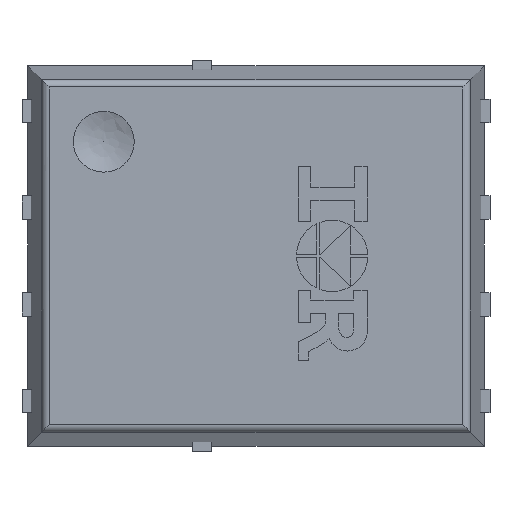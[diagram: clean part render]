
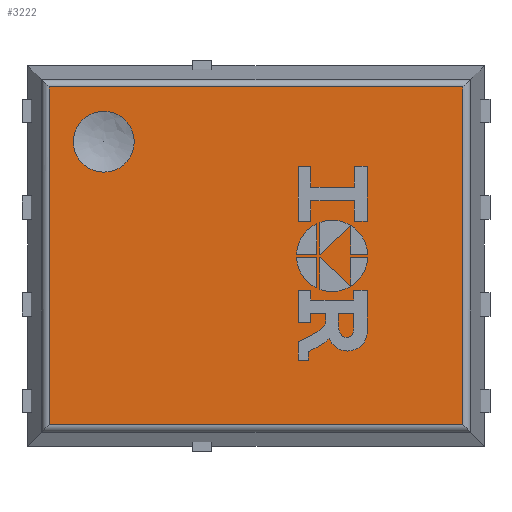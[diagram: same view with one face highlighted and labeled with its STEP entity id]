
A CAD part, top view. The second image highlights one B-rep face of the part: STEP entity #3222.
In plain terms, the highlighted planar face has unit normal (0, 0, 1).
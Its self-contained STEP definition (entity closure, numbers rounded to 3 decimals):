
#24=FACE_BOUND('',#489,.T.);
#150=PLANE('',#3426);
#307=FACE_OUTER_BOUND('',#488,.T.);
#488=EDGE_LOOP('',(#2709,#2710,#2711,#2712));
#489=EDGE_LOOP('',(#2713));
#828=LINE('',#4955,#1233);
#829=LINE('',#4957,#1234);
#830=LINE('',#4959,#1235);
#831=LINE('',#4960,#1236);
#1233=VECTOR('',#4024,1000.);
#1234=VECTOR('',#4025,1000.);
#1235=VECTOR('',#4026,1000.);
#1236=VECTOR('',#4027,1000.);
#1391=CIRCLE('',#3421,0.4);
#1596=VERTEX_POINT('',#4926);
#1605=VERTEX_POINT('',#4953);
#1606=VERTEX_POINT('',#4954);
#1607=VERTEX_POINT('',#4956);
#1608=VERTEX_POINT('',#4958);
#1984=EDGE_CURVE('',#1596,#1596,#1391,.T.);
#1997=EDGE_CURVE('',#1605,#1606,#828,.T.);
#1998=EDGE_CURVE('',#1606,#1607,#829,.T.);
#1999=EDGE_CURVE('',#1607,#1608,#830,.T.);
#2000=EDGE_CURVE('',#1608,#1605,#831,.T.);
#2709=ORIENTED_EDGE('',*,*,#1997,.T.);
#2710=ORIENTED_EDGE('',*,*,#1998,.T.);
#2711=ORIENTED_EDGE('',*,*,#1999,.T.);
#2712=ORIENTED_EDGE('',*,*,#2000,.T.);
#2713=ORIENTED_EDGE('',*,*,#1984,.F.);
#3222=ADVANCED_FACE('',(#307,#24),#150,.T.);
#3421=AXIS2_PLACEMENT_3D('',#4927,#4000,#4001);
#3426=AXIS2_PLACEMENT_3D('',#4952,#4022,#4023);
#4000=DIRECTION('center_axis',(0.,0.,1.));
#4001=DIRECTION('ref_axis',(0.,-1.,0.));
#4022=DIRECTION('center_axis',(0.,0.,1.));
#4023=DIRECTION('ref_axis',(0.,-1.,0.));
#4024=DIRECTION('',(-1.,0.,0.));
#4025=DIRECTION('',(0.,-1.,0.));
#4026=DIRECTION('',(1.,0.,0.));
#4027=DIRECTION('',(0.,1.,0.));
#4926=CARTESIAN_POINT('',(-2.,1.1,1.05));
#4927=CARTESIAN_POINT('Origin',(-2.,1.5,1.05));
#4952=CARTESIAN_POINT('Origin',(0.,0.,1.05));
#4953=CARTESIAN_POINT('',(2.719,2.219,1.05));
#4954=CARTESIAN_POINT('',(-2.719,2.219,1.05));
#4955=CARTESIAN_POINT('',(-2.802,2.219,1.05));
#4956=CARTESIAN_POINT('',(-2.719,-2.219,1.05));
#4957=CARTESIAN_POINT('',(-2.719,-2.302,1.05));
#4958=CARTESIAN_POINT('',(2.719,-2.219,1.05));
#4959=CARTESIAN_POINT('',(2.802,-2.219,1.05));
#4960=CARTESIAN_POINT('',(2.719,2.302,1.05));
